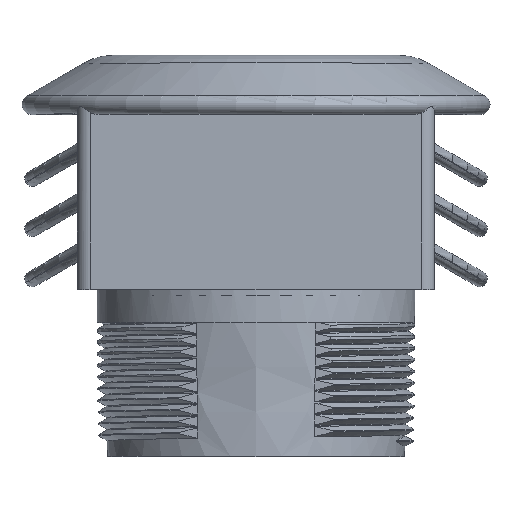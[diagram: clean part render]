
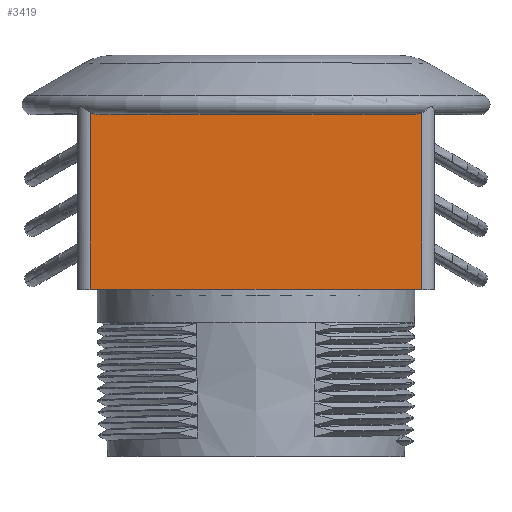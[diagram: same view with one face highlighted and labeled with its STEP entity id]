
A CAD part, top view. The second image highlights one B-rep face of the part: STEP entity #3419.
In plain terms, the highlighted planar face has unit normal (0, 0, 1).
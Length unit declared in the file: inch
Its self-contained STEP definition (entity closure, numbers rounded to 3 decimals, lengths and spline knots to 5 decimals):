
#237=LINE('',#8632,#347);
#319=LINE('',#8907,#429);
#330=LINE('',#9009,#440);
#331=LINE('',#9104,#441);
#347=VECTOR('',#3938,1.24125);
#429=VECTOR('',#4168,1.24125);
#440=VECTOR('',#4199,1.32035);
#441=VECTOR('',#4206,1.32035);
#664=FACE_OUTER_BOUND('',#896,.T.);
#896=EDGE_LOOP('',(#2905,#2906,#2907,#2908,#2909,#2910,#2911));
#999=(
BOUNDED_CURVE()
B_SPLINE_CURVE(2,(#9091,#9092,#9093),.UNSPECIFIED.,.F.,.F.)
B_SPLINE_CURVE_WITH_KNOTS((3,3),(0.,5.87778),.UNSPECIFIED.)
CURVE()
GEOMETRIC_REPRESENTATION_ITEM()
RATIONAL_B_SPLINE_CURVE((1.,1.379,1.))
REPRESENTATION_ITEM('')
);
#1206=B_SPLINE_CURVE_WITH_KNOTS('',3,(#9080,#9081,#9082,#9083,#9084,#9085,
#9086,#9087,#9088,#9089),.UNSPECIFIED.,.F.,.F.,(4,2,2,2,4),(0.90413,
0.92385,1.03628,1.14626,1.18468),
 .UNSPECIFIED.);
#1207=B_SPLINE_CURVE_WITH_KNOTS('',3,(#9094,#9095,#9096,#9097,#9098,#9099,
#9100,#9101,#9102,#9103),.UNSPECIFIED.,.F.,.F.,(4,2,2,2,4),(0.19118,
0.2296,0.33959,0.45202,0.47173),
 .UNSPECIFIED.);
#1413=VERTEX_POINT('',#5491);
#1429=VERTEX_POINT('',#8630);
#1524=VERTEX_POINT('',#8906);
#1539=VERTEX_POINT('',#9008);
#1545=VERTEX_POINT('',#9078);
#1546=VERTEX_POINT('',#9079);
#1547=VERTEX_POINT('',#9090);
#1871=EDGE_CURVE('',#1429,#1413,#237,.T.);
#1999=EDGE_CURVE('',#1413,#1524,#319,.T.);
#2022=EDGE_CURVE('',#1524,#1539,#330,.T.);
#2030=EDGE_CURVE('',#1545,#1546,#1206,.T.);
#2031=EDGE_CURVE('',#1547,#1545,#999,.T.);
#2032=EDGE_CURVE('',#1539,#1547,#1207,.T.);
#2033=EDGE_CURVE('',#1429,#1546,#331,.T.);
#2905=ORIENTED_EDGE('',*,*,#2030,.F.);
#2906=ORIENTED_EDGE('',*,*,#2031,.F.);
#2907=ORIENTED_EDGE('',*,*,#2032,.F.);
#2908=ORIENTED_EDGE('',*,*,#2022,.F.);
#2909=ORIENTED_EDGE('',*,*,#1999,.F.);
#2910=ORIENTED_EDGE('',*,*,#1871,.F.);
#2911=ORIENTED_EDGE('',*,*,#2033,.T.);
#3249=PLANE('',#3649);
#3419=ADVANCED_FACE('',(#664),#3249,.T.);
#3649=AXIS2_PLACEMENT_3D('',#9077,#4204,#4205);
#3938=DIRECTION('',(-1.,0.,0.));
#4168=DIRECTION('',(-1.,0.,0.));
#4199=DIRECTION('',(0.,1.,0.));
#4204=DIRECTION('center_axis',(0.,0.,1.));
#4205=DIRECTION('ref_axis',(1.,0.,0.));
#4206=DIRECTION('',(0.,1.,0.));
#5491=CARTESIAN_POINT('',(0.,-1.75,1.1875));
#8630=CARTESIAN_POINT('',(1.24125,-1.75,1.1875));
#8632=CARTESIAN_POINT('',(1.24125,-1.75,1.1875));
#8906=CARTESIAN_POINT('',(-1.24125,-1.75,1.1875));
#8907=CARTESIAN_POINT('',(1.24125,-1.75,1.1875));
#9008=CARTESIAN_POINT('',(-1.24125,-0.42965,1.1875));
#9009=CARTESIAN_POINT('',(-1.24125,-1.75,1.1875));
#9077=CARTESIAN_POINT('Origin',(-1.24125,-1.75,1.1875));
#9078=CARTESIAN_POINT('',(1.1275,-0.43301,1.1875));
#9079=CARTESIAN_POINT('',(1.24125,-0.42965,1.1875));
#9080=CARTESIAN_POINT('Ctrl Pts',(1.1275,-0.43301,1.1875));
#9081=CARTESIAN_POINT('Ctrl Pts',(1.13005,-0.43403,1.1875));
#9082=CARTESIAN_POINT('Ctrl Pts',(1.13258,-0.43494,1.1875));
#9083=CARTESIAN_POINT('Ctrl Pts',(1.14905,-0.44037,1.1875));
#9084=CARTESIAN_POINT('Ctrl Pts',(1.16654,-0.44306,1.1875));
#9085=CARTESIAN_POINT('Ctrl Pts',(1.19573,-0.44306,1.1875));
#9086=CARTESIAN_POINT('Ctrl Pts',(1.21286,-0.44046,1.1875));
#9087=CARTESIAN_POINT('Ctrl Pts',(1.23129,-0.43417,1.1875));
#9088=CARTESIAN_POINT('Ctrl Pts',(1.23634,-0.43211,1.1875));
#9089=CARTESIAN_POINT('Ctrl Pts',(1.24125,-0.42965,1.1875));
#9090=CARTESIAN_POINT('',(-1.1275,-0.43301,1.1875));
#9091=CARTESIAN_POINT('Ctrl Pts',(-1.1275,-0.43301,
1.1875));
#9092=CARTESIAN_POINT('Ctrl Pts',(0.,0.01521,1.1875));
#9093=CARTESIAN_POINT('Ctrl Pts',(1.1275,-0.43301,1.1875));
#9094=CARTESIAN_POINT('Ctrl Pts',(-1.24125,-0.42965,1.1875));
#9095=CARTESIAN_POINT('Ctrl Pts',(-1.23634,-0.43211,
1.1875));
#9096=CARTESIAN_POINT('Ctrl Pts',(-1.23129,-0.43417,
1.1875));
#9097=CARTESIAN_POINT('Ctrl Pts',(-1.21286,-0.44046,
1.1875));
#9098=CARTESIAN_POINT('Ctrl Pts',(-1.19573,-0.44306,
1.1875));
#9099=CARTESIAN_POINT('Ctrl Pts',(-1.16654,-0.44306,
1.1875));
#9100=CARTESIAN_POINT('Ctrl Pts',(-1.14905,-0.44037,
1.1875));
#9101=CARTESIAN_POINT('Ctrl Pts',(-1.13258,-0.43494,
1.1875));
#9102=CARTESIAN_POINT('Ctrl Pts',(-1.13005,-0.43403,
1.1875));
#9103=CARTESIAN_POINT('Ctrl Pts',(-1.1275,-0.43301,
1.1875));
#9104=CARTESIAN_POINT('',(1.24125,-1.75,1.1875));
